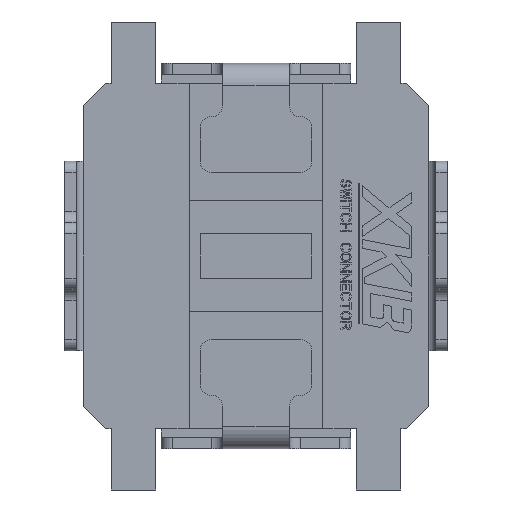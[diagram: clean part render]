
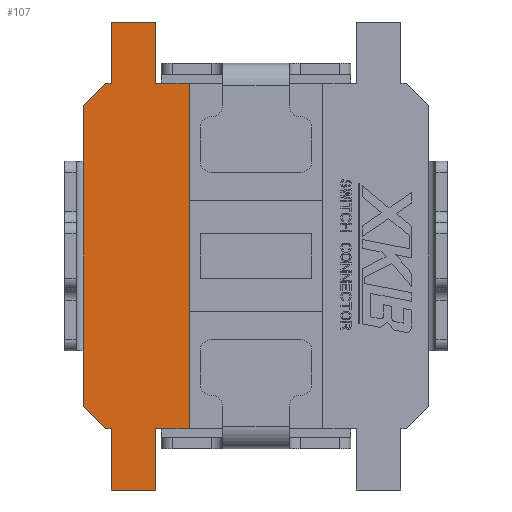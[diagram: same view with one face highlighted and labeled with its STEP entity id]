
A CAD part, front view. The second image highlights one B-rep face of the part: STEP entity #107.
In plain terms, the highlighted planar face has unit normal (0, -1, 0).
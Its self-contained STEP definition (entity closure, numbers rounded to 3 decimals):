
#107=ADVANCED_FACE('',(#782),#783,.F.);
#782=FACE_OUTER_BOUND('',#2299,.T.);
#783=PLANE('',#2300);
#2299=EDGE_LOOP('',(#3911,#3912,#3913,#3914,#3915,#3916,#3917,#3918,#3919,#3920,#3921,#3922,#3923,#3924));
#2300=AXIS2_PLACEMENT_3D('',#3925,#3926,#3927);
#3911=ORIENTED_EDGE('',*,*,#8893,.F.);
#3912=ORIENTED_EDGE('',*,*,#8894,.T.);
#3913=ORIENTED_EDGE('',*,*,#8895,.F.);
#3914=ORIENTED_EDGE('',*,*,#8896,.T.);
#3915=ORIENTED_EDGE('',*,*,#8897,.T.);
#3916=ORIENTED_EDGE('',*,*,#8898,.T.);
#3917=ORIENTED_EDGE('',*,*,#8899,.F.);
#3918=ORIENTED_EDGE('',*,*,#8900,.F.);
#3919=ORIENTED_EDGE('',*,*,#8873,.F.);
#3920=ORIENTED_EDGE('',*,*,#8901,.T.);
#3921=ORIENTED_EDGE('',*,*,#8902,.T.);
#3922=ORIENTED_EDGE('',*,*,#8903,.T.);
#3923=ORIENTED_EDGE('',*,*,#8869,.F.);
#3924=ORIENTED_EDGE('',*,*,#8892,.T.);
#3925=CARTESIAN_POINT('',(0.0,0.0,0.0));
#3926=DIRECTION('',(-0.0,1.0,0.0));
#3927=DIRECTION('',(1.0,0.0,0.0));
#8869=EDGE_CURVE('',#10723,#10724,#10725,.T.);
#8873=EDGE_CURVE('',#10730,#10732,#10733,.T.);
#8892=EDGE_CURVE('',#10723,#10765,#10767,.T.);
#8893=EDGE_CURVE('',#10768,#10765,#10769,.T.);
#8894=EDGE_CURVE('',#10768,#10770,#10771,.T.);
#8895=EDGE_CURVE('',#10772,#10770,#10773,.T.);
#8896=EDGE_CURVE('',#10772,#10774,#10775,.T.);
#8897=EDGE_CURVE('',#10774,#10776,#10777,.T.);
#8898=EDGE_CURVE('',#10776,#10778,#10779,.T.);
#8899=EDGE_CURVE('',#10780,#10778,#10781,.T.);
#8900=EDGE_CURVE('',#10732,#10780,#10782,.T.);
#8901=EDGE_CURVE('',#10730,#10783,#10784,.T.);
#8902=EDGE_CURVE('',#10783,#10785,#10786,.T.);
#8903=EDGE_CURVE('',#10785,#10724,#10787,.T.);
#10723=VERTEX_POINT('',#13831);
#10724=VERTEX_POINT('',#13832);
#10725=LINE('',#13833,#13834);
#10730=VERTEX_POINT('',#13841);
#10732=VERTEX_POINT('',#13844);
#10733=LINE('',#13845,#13846);
#10765=VERTEX_POINT('',#13895);
#10767=LINE('',#13898,#13899);
#10768=VERTEX_POINT('',#13900);
#10769=LINE('',#13901,#13902);
#10770=VERTEX_POINT('',#13903);
#10771=LINE('',#13904,#13905);
#10772=VERTEX_POINT('',#13906);
#10773=LINE('',#13907,#13908);
#10774=VERTEX_POINT('',#13909);
#10775=LINE('',#13910,#13911);
#10776=VERTEX_POINT('',#13912);
#10777=LINE('',#13913,#13914);
#10778=VERTEX_POINT('',#13915);
#10779=LINE('',#13916,#13917);
#10780=VERTEX_POINT('',#13918);
#10781=LINE('',#13919,#13920);
#10782=LINE('',#13921,#13922);
#10783=VERTEX_POINT('',#13923);
#10784=LINE('',#13924,#13925);
#10785=VERTEX_POINT('',#13926);
#10786=LINE('',#13927,#13928);
#10787=LINE('',#13929,#13930);
#13831=CARTESIAN_POINT('',(-1.35,0.0,1.55));
#13832=CARTESIAN_POINT('',(-1.3,0.0,1.55));
#13833=CARTESIAN_POINT('',(-1.35,0.0,1.55));
#13834=VECTOR('',#18143,0.05);
#13841=CARTESIAN_POINT('',(-0.9,0.0,1.55));
#13844=CARTESIAN_POINT('',(-0.6,0.0,1.55));
#13845=CARTESIAN_POINT('',(-0.9,0.0,1.55));
#13846=VECTOR('',#18147,0.3);
#13895=CARTESIAN_POINT('',(-1.55,0.0,1.35));
#13898=CARTESIAN_POINT('',(-1.35,0.0,1.55));
#13899=VECTOR('',#18166,0.283);
#13900=CARTESIAN_POINT('',(-1.55,0.0,-1.35));
#13901=CARTESIAN_POINT('',(-1.55,0.0,-1.35));
#13902=VECTOR('',#18167,2.7);
#13903=CARTESIAN_POINT('',(-1.35,0.0,-1.55));
#13904=CARTESIAN_POINT('',(-1.55,0.0,-1.35));
#13905=VECTOR('',#18168,0.283);
#13906=CARTESIAN_POINT('',(-1.3,0.0,-1.55));
#13907=CARTESIAN_POINT('',(-1.3,0.0,-1.55));
#13908=VECTOR('',#18169,0.05);
#13909=CARTESIAN_POINT('',(-1.3,0.0,-2.1));
#13910=CARTESIAN_POINT('',(-1.3,0.0,-1.55));
#13911=VECTOR('',#18170,0.55);
#13912=CARTESIAN_POINT('',(-0.9,0.0,-2.1));
#13913=CARTESIAN_POINT('',(-1.3,0.0,-2.1));
#13914=VECTOR('',#18171,0.4);
#13915=CARTESIAN_POINT('',(-0.9,0.0,-1.55));
#13916=CARTESIAN_POINT('',(-0.9,0.0,-2.1));
#13917=VECTOR('',#18172,0.55);
#13918=CARTESIAN_POINT('',(-0.6,0.0,-1.55));
#13919=CARTESIAN_POINT('',(-0.6,0.0,-1.55));
#13920=VECTOR('',#18173,0.3);
#13921=CARTESIAN_POINT('',(-0.6,0.0,1.55));
#13922=VECTOR('',#18174,3.1);
#13923=CARTESIAN_POINT('',(-0.9,0.0,2.1));
#13924=CARTESIAN_POINT('',(-0.9,0.0,1.55));
#13925=VECTOR('',#18175,0.55);
#13926=CARTESIAN_POINT('',(-1.3,0.0,2.1));
#13927=CARTESIAN_POINT('',(-0.9,0.0,2.1));
#13928=VECTOR('',#18176,0.4);
#13929=CARTESIAN_POINT('',(-1.3,0.0,2.1));
#13930=VECTOR('',#18177,0.55);
#18143=DIRECTION('',(1.0,0.0,0.0));
#18147=DIRECTION('',(1.0,0.0,0.0));
#18166=DIRECTION('',(-0.707,0.0,-0.707));
#18167=DIRECTION('',(0.0,0.0,1.0));
#18168=DIRECTION('',(0.707,0.0,-0.707));
#18169=DIRECTION('',(-1.0,0.0,0.0));
#18170=DIRECTION('',(0.0,0.0,-1.0));
#18171=DIRECTION('',(1.0,0.0,0.0));
#18172=DIRECTION('',(0.0,0.0,1.0));
#18173=DIRECTION('',(-1.0,0.0,0.0));
#18174=DIRECTION('',(0.0,0.0,-1.0));
#18175=DIRECTION('',(0.0,0.0,1.0));
#18176=DIRECTION('',(-1.0,0.0,0.0));
#18177=DIRECTION('',(0.0,0.0,-1.0));
